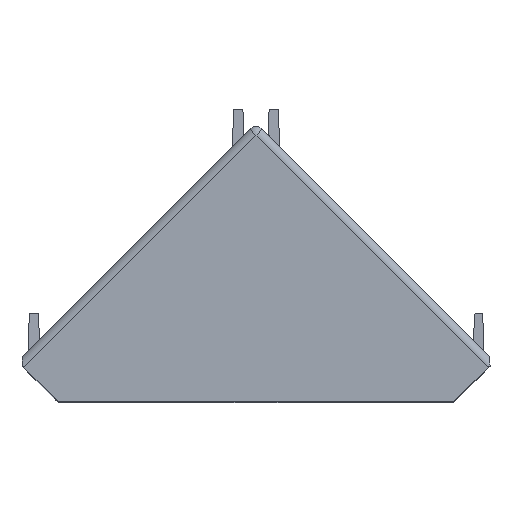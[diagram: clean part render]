
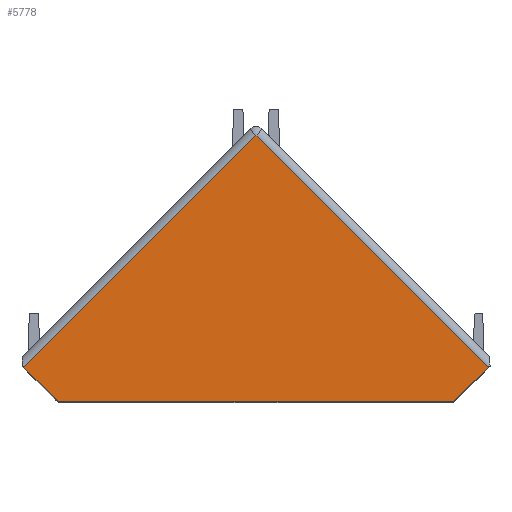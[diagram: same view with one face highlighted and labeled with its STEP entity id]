
A CAD part, top view. The second image highlights one B-rep face of the part: STEP entity #5778.
In plain terms, the highlighted planar face has unit normal (0, 0.009, 1).
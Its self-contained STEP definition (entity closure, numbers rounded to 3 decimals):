
#8 = VECTOR ( 'NONE', #5351, 1000. ) ;
#171 = VERTEX_POINT ( 'NONE', #4146 ) ;
#244 = DIRECTION ( 'NONE',  ( 0., 0.009, 1. ) ) ;
#465 = EDGE_CURVE ( 'NONE', #171, #4038, #1852, .T. ) ;
#704 = CARTESIAN_POINT ( 'NONE',  ( 22.862, 0., 20. ) ) ;
#806 = FACE_OUTER_BOUND ( 'NONE', #5881, .T. ) ;
#1174 = CARTESIAN_POINT ( 'NONE',  ( -22.862, 0., 20. ) ) ;
#1338 = CARTESIAN_POINT ( 'NONE',  ( -22.862, 0., 20. ) ) ;
#1348 = LINE ( 'NONE', #704, #2569 ) ;
#1480 = VECTOR ( 'NONE', #2171, 1000. ) ;
#1565 = CARTESIAN_POINT ( 'NONE',  ( 22.862, 0., 20. ) ) ;
#1624 = CARTESIAN_POINT ( 'NONE',  ( -22.862, 0., 20. ) ) ;
#1786 = AXIS2_PLACEMENT_3D ( 'NONE', #1174, #244, #3492 ) ;
#1852 = LINE ( 'NONE', #4369, #2815 ) ;
#1941 = VERTEX_POINT ( 'NONE', #1565 ) ;
#2171 = DIRECTION ( 'NONE',  ( 0.707, -0.707, 0.006 ) ) ;
#2215 = CARTESIAN_POINT ( 'NONE',  ( -0.703, 31.59, 19.724 ) ) ;
#2478 = ORIENTED_EDGE ( 'NONE', *, *, #3566, .T. ) ;
#2569 = VECTOR ( 'NONE', #4414, 1000. ) ;
#2646 = EDGE_CURVE ( 'NONE', #4038, #3805, #3954, .T. ) ;
#2774 = CARTESIAN_POINT ( 'NONE',  ( -22.862, 0., 20. ) ) ;
#2815 = VECTOR ( 'NONE', #2996, 1000. ) ;
#2996 = DIRECTION ( 'NONE',  ( -0.707, -0.707, 0.006 ) ) ;
#3053 = PLANE ( 'NONE',  #1786 ) ;
#3111 = ORIENTED_EDGE ( 'NONE', *, *, #5210, .T. ) ;
#3143 = VECTOR ( 'NONE', #4988, 1000. ) ;
#3492 = DIRECTION ( 'NONE',  ( 0., -1., 0.009 ) ) ;
#3566 = EDGE_CURVE ( 'NONE', #1941, #5384, #1348, .T. ) ;
#3611 = CARTESIAN_POINT ( 'NONE',  ( 26.874, 4.013, 19.965 ) ) ;
#3805 = VERTEX_POINT ( 'NONE', #2774 ) ;
#3852 = CARTESIAN_POINT ( 'NONE',  ( -26.874, 4.013, 19.965 ) ) ;
#3954 = LINE ( 'NONE', #1338, #1480 ) ;
#4038 = VERTEX_POINT ( 'NONE', #3852 ) ;
#4067 = LINE ( 'NONE', #2215, #3143 ) ;
#4146 = CARTESIAN_POINT ( 'NONE',  ( 0., 30.887, 19.73 ) ) ;
#4369 = CARTESIAN_POINT ( 'NONE',  ( -26.374, 4.513, 19.961 ) ) ;
#4414 = DIRECTION ( 'NONE',  ( 0.707, 0.707, -0.006 ) ) ;
#4819 = ORIENTED_EDGE ( 'NONE', *, *, #465, .T. ) ;
#4928 = LINE ( 'NONE', #1624, #8 ) ;
#4988 = DIRECTION ( 'NONE',  ( -0.707, 0.707, -0.006 ) ) ;
#5210 = EDGE_CURVE ( 'NONE', #3805, #1941, #4928, .T. ) ;
#5351 = DIRECTION ( 'NONE',  ( 1., 0., 0. ) ) ;
#5373 = EDGE_CURVE ( 'NONE', #5384, #171, #4067, .T. ) ;
#5384 = VERTEX_POINT ( 'NONE', #3611 ) ;
#5531 = ORIENTED_EDGE ( 'NONE', *, *, #5373, .T. ) ;
#5602 = ORIENTED_EDGE ( 'NONE', *, *, #2646, .T. ) ;
#5778 = ADVANCED_FACE ( 'NONE', ( #806 ), #3053, .T. ) ;
#5881 = EDGE_LOOP ( 'NONE', ( #2478, #5531, #4819, #5602, #3111 ) ) ;
